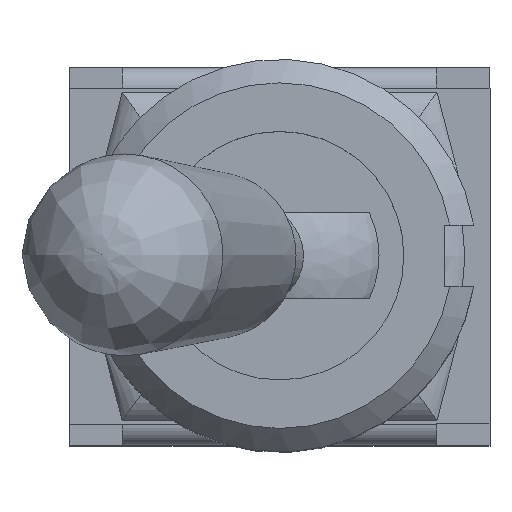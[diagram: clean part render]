
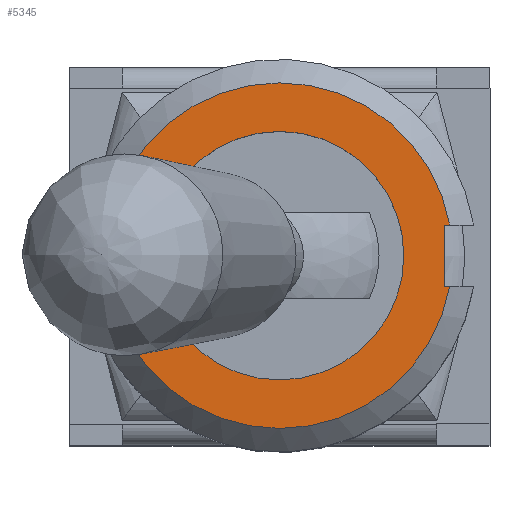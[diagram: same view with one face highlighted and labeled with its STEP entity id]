
A CAD part, top view. The second image highlights one B-rep face of the part: STEP entity #5345.
In plain terms, the highlighted planar face has unit normal (0, 0, 1).
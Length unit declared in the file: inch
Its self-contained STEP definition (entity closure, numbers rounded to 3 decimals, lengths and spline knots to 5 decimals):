
#36=FACE_BOUND('',#768,.T.);
#162=PLANE('',#5825);
#447=FACE_OUTER_BOUND('',#767,.T.);
#767=EDGE_LOOP('',(#4370,#4371,#4372,#4373));
#768=EDGE_LOOP('',(#4374));
#1015=CIRCLE('',#5824,0.20531);
#1016=CIRCLE('',#5826,0.14764);
#1364=LINE('',#8530,#1943);
#1365=LINE('',#8532,#1944);
#1366=LINE('',#8533,#1945);
#1943=VECTOR('',#6965,0.3937);
#1944=VECTOR('',#6966,0.3937);
#1945=VECTOR('',#6967,0.3937);
#2549=VERTEX_POINT('',#8516);
#2552=VERTEX_POINT('',#8523);
#2553=VERTEX_POINT('',#8529);
#2554=VERTEX_POINT('',#8531);
#2555=VERTEX_POINT('',#8534);
#3204=EDGE_CURVE('',#2552,#2549,#1015,.T.);
#3205=EDGE_CURVE('',#2553,#2552,#1364,.T.);
#3206=EDGE_CURVE('',#2554,#2553,#1365,.T.);
#3207=EDGE_CURVE('',#2549,#2554,#1366,.T.);
#3208=EDGE_CURVE('',#2555,#2555,#1016,.T.);
#4370=ORIENTED_EDGE('',*,*,#3204,.F.);
#4371=ORIENTED_EDGE('',*,*,#3205,.F.);
#4372=ORIENTED_EDGE('',*,*,#3206,.F.);
#4373=ORIENTED_EDGE('',*,*,#3207,.F.);
#4374=ORIENTED_EDGE('',*,*,#3208,.T.);
#5345=ADVANCED_FACE('',(#447,#36),#162,.T.);
#5824=AXIS2_PLACEMENT_3D('',#8527,#6961,#6962);
#5825=AXIS2_PLACEMENT_3D('',#8528,#6963,#6964);
#5826=AXIS2_PLACEMENT_3D('',#8535,#6968,#6969);
#6961=DIRECTION('center_axis',(0.,0.,
-1.));
#6962=DIRECTION('ref_axis',(-0.988,-0.156,0.));
#6963=DIRECTION('center_axis',(0.,0.,
1.));
#6964=DIRECTION('ref_axis',(-1.,0.,0.));
#6965=DIRECTION('',(1.,0.,0.));
#6966=DIRECTION('',(0.,-1.,0.));
#6967=DIRECTION('',(-1.,0.,0.));
#6968=DIRECTION('center_axis',(0.,0.,
-1.));
#6969=DIRECTION('ref_axis',(1.,0.,0.));
#8516=CARTESIAN_POINT('',(0.20206,0.03642,0.81811));
#8523=CARTESIAN_POINT('',(0.20206,-0.03642,0.81811));
#8527=CARTESIAN_POINT('Origin',(0.,0.,
0.81811));
#8528=CARTESIAN_POINT('Origin',(0.02815,0.,
0.81811));
#8529=CARTESIAN_POINT('',(0.19576,-0.03642,0.81811));
#8530=CARTESIAN_POINT('',(0.23041,-0.03642,0.81811));
#8531=CARTESIAN_POINT('',(0.19576,0.03642,0.81811));
#8532=CARTESIAN_POINT('',(0.19576,-0.03642,0.81811));
#8533=CARTESIAN_POINT('',(0.19576,0.03642,0.81811));
#8534=CARTESIAN_POINT('',(-0.14764,0.,0.81811));
#8535=CARTESIAN_POINT('Origin',(0.,0.,
0.81811));
